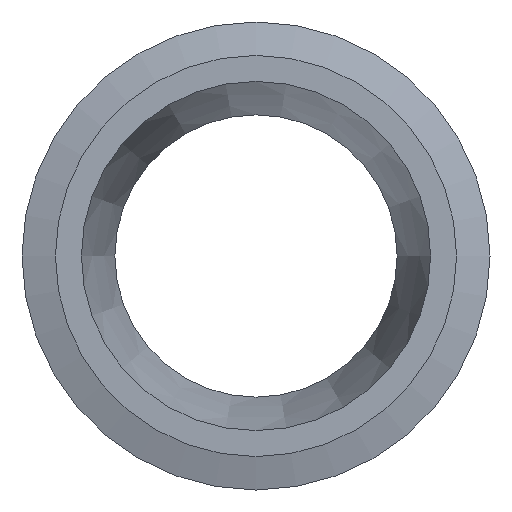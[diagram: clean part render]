
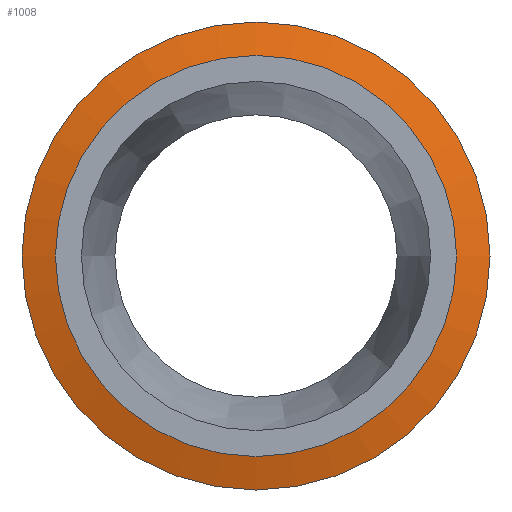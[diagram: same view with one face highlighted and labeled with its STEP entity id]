
A CAD part, left-side view. The second image highlights one B-rep face of the part: STEP entity #1008.
In plain terms, the highlighted conical face has half-angle 75 degrees and reference radius 29.25 mm.
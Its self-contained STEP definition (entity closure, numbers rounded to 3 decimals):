
#76=FACE_OUTER_BOUND('',#129,.T.);
#129=EDGE_LOOP('',(#720,#721,#722,#723,#724,#725));
#188=LINE('',#1718,#222);
#222=VECTOR('',#1365,29.25);
#290=CIRCLE('',#1123,31.5);
#291=CIRCLE('',#1124,31.5);
#292=CIRCLE('',#1126,27.);
#293=CIRCLE('',#1127,27.);
#402=VERTEX_POINT('',#1711);
#403=VERTEX_POINT('',#1713);
#404=VERTEX_POINT('',#1717);
#405=VERTEX_POINT('',#1719);
#526=EDGE_CURVE('',#402,#403,#290,.T.);
#527=EDGE_CURVE('',#403,#402,#291,.T.);
#528=EDGE_CURVE('',#402,#404,#188,.T.);
#529=EDGE_CURVE('',#404,#405,#292,.T.);
#530=EDGE_CURVE('',#405,#404,#293,.T.);
#720=ORIENTED_EDGE('',*,*,#527,.F.);
#721=ORIENTED_EDGE('',*,*,#526,.F.);
#722=ORIENTED_EDGE('',*,*,#528,.T.);
#723=ORIENTED_EDGE('',*,*,#529,.T.);
#724=ORIENTED_EDGE('',*,*,#530,.T.);
#725=ORIENTED_EDGE('',*,*,#528,.F.);
#928=CONICAL_SURFACE('',#1125,29.25,1.309);
#1008=ADVANCED_FACE('',(#76),#928,.T.);
#1123=AXIS2_PLACEMENT_3D('',#1714,#1359,#1360);
#1124=AXIS2_PLACEMENT_3D('',#1715,#1361,#1362);
#1125=AXIS2_PLACEMENT_3D('',#1716,#1363,#1364);
#1126=AXIS2_PLACEMENT_3D('',#1720,#1366,#1367);
#1127=AXIS2_PLACEMENT_3D('',#1721,#1368,#1369);
#1359=DIRECTION('center_axis',(1.,0.,0.));
#1360=DIRECTION('ref_axis',(0.,1.,0.));
#1361=DIRECTION('center_axis',(1.,0.,0.));
#1362=DIRECTION('ref_axis',(0.,1.,0.));
#1363=DIRECTION('center_axis',(1.,0.,0.));
#1364=DIRECTION('ref_axis',(0.,1.,0.));
#1365=DIRECTION('',(-0.259,0.966,0.));
#1366=DIRECTION('center_axis',(1.,0.,0.));
#1367=DIRECTION('ref_axis',(0.,1.,0.));
#1368=DIRECTION('center_axis',(1.,0.,0.));
#1369=DIRECTION('ref_axis',(0.,1.,0.));
#1711=CARTESIAN_POINT('',(1.206,-31.5,0.));
#1713=CARTESIAN_POINT('',(1.206,31.5,0.));
#1714=CARTESIAN_POINT('Origin',(1.206,0.,0.));
#1715=CARTESIAN_POINT('Origin',(1.206,0.,0.));
#1716=CARTESIAN_POINT('Origin',(0.603,0.,0.));
#1717=CARTESIAN_POINT('',(0.,-27.,0.));
#1718=CARTESIAN_POINT('',(0.603,-29.25,0.));
#1719=CARTESIAN_POINT('',(0.,27.,0.));
#1720=CARTESIAN_POINT('Origin',(0.,0.,0.));
#1721=CARTESIAN_POINT('Origin',(0.,0.,0.));
